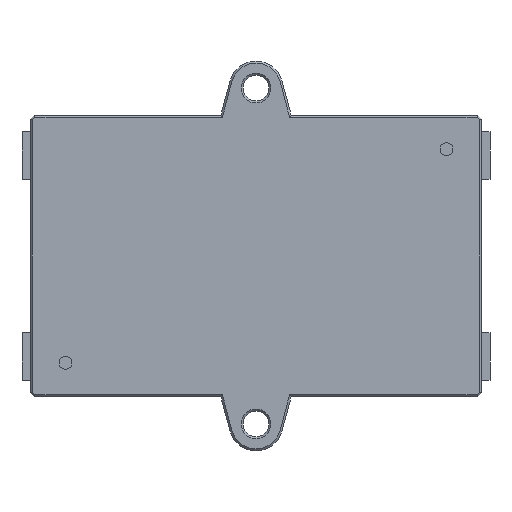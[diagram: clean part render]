
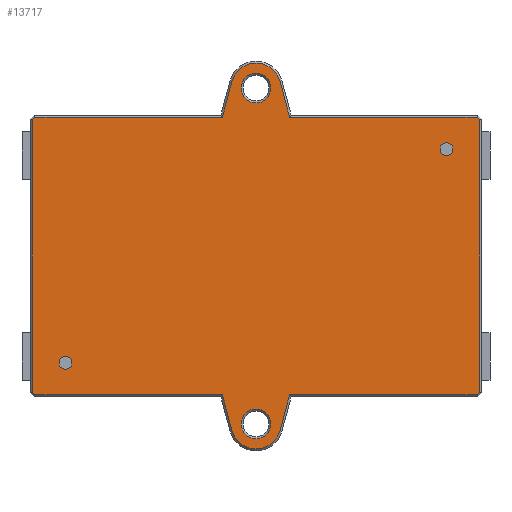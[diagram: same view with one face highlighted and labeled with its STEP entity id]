
A CAD part, front view. The second image highlights one B-rep face of the part: STEP entity #13717.
In plain terms, the highlighted planar face has unit normal (0, -1, 0).
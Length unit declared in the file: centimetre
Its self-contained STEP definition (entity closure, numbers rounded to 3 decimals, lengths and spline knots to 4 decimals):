
#1251=CIRCLE('',#14434,0.095);
#1253=CIRCLE('',#14437,0.095);
#1254=CIRCLE('',#14439,0.37);
#1255=CIRCLE('',#14440,0.37);
#1256=CIRCLE('',#14441,0.22);
#1257=CIRCLE('',#14442,0.22);
#2155=VERTEX_POINT('',#20926);
#2157=VERTEX_POINT('',#20931);
#2158=VERTEX_POINT('',#20934);
#2159=VERTEX_POINT('',#20935);
#2160=VERTEX_POINT('',#20937);
#2161=VERTEX_POINT('',#20939);
#2162=VERTEX_POINT('',#20941);
#2163=VERTEX_POINT('',#20943);
#2164=VERTEX_POINT('',#20945);
#2165=VERTEX_POINT('',#20947);
#2166=VERTEX_POINT('',#20949);
#2167=VERTEX_POINT('',#20951);
#2168=VERTEX_POINT('',#20953);
#2169=VERTEX_POINT('',#20955);
#2170=VERTEX_POINT('',#20957);
#2171=VERTEX_POINT('',#20959);
#2172=VERTEX_POINT('',#20961);
#2173=VERTEX_POINT('',#20963);
#2174=VERTEX_POINT('',#20966);
#2175=VERTEX_POINT('',#20968);
#3390=VECTOR('',#15995,1.);
#3391=VECTOR('',#15996,1.);
#3392=VECTOR('',#15997,1.);
#3393=VECTOR('',#15998,1.);
#3394=VECTOR('',#15999,1.);
#3395=VECTOR('',#16000,1.);
#3396=VECTOR('',#16001,1.);
#3397=VECTOR('',#16004,1.);
#3398=VECTOR('',#16005,1.);
#3399=VECTOR('',#16006,1.);
#3400=VECTOR('',#16007,1.);
#3401=VECTOR('',#16008,1.);
#3402=VECTOR('',#16009,1.);
#3403=VECTOR('',#16010,1.);
#4760=LINE('',#20933,#3390);
#4761=LINE('',#20936,#3391);
#4762=LINE('',#20938,#3392);
#4763=LINE('',#20940,#3393);
#4764=LINE('',#20942,#3394);
#4765=LINE('',#20944,#3395);
#4766=LINE('',#20946,#3396);
#4767=LINE('',#20950,#3397);
#4768=LINE('',#20952,#3398);
#4769=LINE('',#20954,#3399);
#4770=LINE('',#20956,#3400);
#4771=LINE('',#20958,#3401);
#4772=LINE('',#20960,#3402);
#4773=LINE('',#20962,#3403);
#6509=EDGE_CURVE('',#2155,#2155,#1251,.T.);
#6511=EDGE_CURVE('',#2157,#2157,#1253,.T.);
#6512=EDGE_CURVE('',#2158,#2159,#4760,.T.);
#6513=EDGE_CURVE('',#2160,#2158,#4761,.T.);
#6514=EDGE_CURVE('',#2161,#2160,#4762,.T.);
#6515=EDGE_CURVE('',#2162,#2161,#4763,.T.);
#6516=EDGE_CURVE('',#2163,#2162,#4764,.T.);
#6517=EDGE_CURVE('',#2164,#2163,#4765,.T.);
#6518=EDGE_CURVE('',#2165,#2164,#4766,.T.);
#6519=EDGE_CURVE('',#2166,#2165,#1254,.T.);
#6520=EDGE_CURVE('',#2167,#2166,#4767,.T.);
#6521=EDGE_CURVE('',#2168,#2167,#4768,.T.);
#6522=EDGE_CURVE('',#2169,#2168,#4769,.T.);
#6523=EDGE_CURVE('',#2170,#2169,#4770,.T.);
#6524=EDGE_CURVE('',#2171,#2170,#4771,.T.);
#6525=EDGE_CURVE('',#2172,#2171,#4772,.T.);
#6526=EDGE_CURVE('',#2173,#2172,#4773,.T.);
#6527=EDGE_CURVE('',#2159,#2173,#1255,.T.);
#6528=EDGE_CURVE('',#2174,#2174,#1256,.T.);
#6529=EDGE_CURVE('',#2175,#2175,#1257,.T.);
#9466=ORIENTED_EDGE('',*,*,#6512,.F.);
#9467=ORIENTED_EDGE('',*,*,#6513,.F.);
#9468=ORIENTED_EDGE('',*,*,#6514,.F.);
#9469=ORIENTED_EDGE('',*,*,#6515,.F.);
#9470=ORIENTED_EDGE('',*,*,#6516,.F.);
#9471=ORIENTED_EDGE('',*,*,#6517,.F.);
#9472=ORIENTED_EDGE('',*,*,#6518,.F.);
#9473=ORIENTED_EDGE('',*,*,#6519,.F.);
#9474=ORIENTED_EDGE('',*,*,#6520,.F.);
#9475=ORIENTED_EDGE('',*,*,#6521,.F.);
#9476=ORIENTED_EDGE('',*,*,#6522,.F.);
#9477=ORIENTED_EDGE('',*,*,#6523,.F.);
#9478=ORIENTED_EDGE('',*,*,#6524,.F.);
#9479=ORIENTED_EDGE('',*,*,#6525,.F.);
#9480=ORIENTED_EDGE('',*,*,#6526,.F.);
#9481=ORIENTED_EDGE('',*,*,#6527,.F.);
#9482=ORIENTED_EDGE('',*,*,#6528,.F.);
#9483=ORIENTED_EDGE('',*,*,#6529,.F.);
#9484=ORIENTED_EDGE('',*,*,#6511,.T.);
#9485=ORIENTED_EDGE('',*,*,#6509,.T.);
#11902=EDGE_LOOP('',(#9466,#9467,#9468,#9469,#9470,#9471,#9472,#9473,#9474,
#9475,#9476,#9477,#9478,#9479,#9480,#9481));
#11903=EDGE_LOOP('',(#9482));
#11904=EDGE_LOOP('',(#9483));
#11905=EDGE_LOOP('',(#9484));
#11906=EDGE_LOOP('',(#9485));
#12856=FACE_BOUND('',#11902,.T.);
#12857=FACE_BOUND('',#11903,.T.);
#12858=FACE_BOUND('',#11904,.T.);
#12859=FACE_BOUND('',#11905,.T.);
#12860=FACE_BOUND('',#11906,.T.);
#13717=ADVANCED_FACE('',(#12856,#12857,#12858,#12859,#12860),#24314,.F.);
#14434=AXIS2_PLACEMENT_3D('',#20925,#15986,#15987);
#14437=AXIS2_PLACEMENT_3D('',#20930,#15992,#15993);
#14438=AXIS2_PLACEMENT_3D('',#20932,#15994,$);
#14439=AXIS2_PLACEMENT_3D('',#20948,#16002,#16003);
#14440=AXIS2_PLACEMENT_3D('',#20964,#16011,#16012);
#14441=AXIS2_PLACEMENT_3D('',#20965,#16013,#16014);
#14442=AXIS2_PLACEMENT_3D('',#20967,#16015,#16016);
#15986=DIRECTION('',(0.,1.,0.));
#15987=DIRECTION('',(0.095,0.,0.));
#15992=DIRECTION('',(0.,1.,0.));
#15993=DIRECTION('',(0.095,0.,0.));
#15994=DIRECTION('',(0.,1.,0.));
#15995=DIRECTION('',(0.259,0.,0.966));
#15996=DIRECTION('',(1.,0.,0.));
#15997=DIRECTION('',(0.707,0.,0.707));
#15998=DIRECTION('',(0.,0.,1.));
#15999=DIRECTION('',(-0.707,0.,0.707));
#16000=DIRECTION('',(-1.,0.,0.));
#16001=DIRECTION('',(-0.259,0.,0.966));
#16002=DIRECTION('',(0.,1.,0.));
#16003=DIRECTION('',(0.,0.,-0.37));
#16004=DIRECTION('',(-0.259,0.,-0.966));
#16005=DIRECTION('',(-1.,0.,0.));
#16006=DIRECTION('',(-0.707,0.,-0.707));
#16007=DIRECTION('',(0.,0.,-1.));
#16008=DIRECTION('',(0.707,0.,-0.707));
#16009=DIRECTION('',(1.,0.,0.));
#16010=DIRECTION('',(0.259,0.,-0.966));
#16011=DIRECTION('',(0.,1.,0.));
#16012=DIRECTION('',(0.,0.,0.37));
#16013=DIRECTION('',(0.,-1.,0.));
#16014=DIRECTION('',(-0.22,0.,0.));
#16015=DIRECTION('',(0.,-1.,0.));
#16016=DIRECTION('',(-0.22,0.,0.));
#20925=CARTESIAN_POINT('',(2.825,-0.12,-0.305));
#20926=CARTESIAN_POINT('',(2.73,-0.12,-0.305));
#20930=CARTESIAN_POINT('',(-2.825,-0.12,-3.475));
#20931=CARTESIAN_POINT('',(-2.92,-0.12,-3.475));
#20932=CARTESIAN_POINT('',(0.,-0.12,-1.89));
#20933=CARTESIAN_POINT('',(-0.7024,-0.12,-0.5917));
#20934=CARTESIAN_POINT('',(-0.4983,-0.12,0.17));
#20935=CARTESIAN_POINT('',(-0.3574,-0.12,0.6958));
#20936=CARTESIAN_POINT('',(0.,-0.12,0.17));
#20937=CARTESIAN_POINT('',(-3.2776,-0.12,0.17));
#20938=CARTESIAN_POINT('',(-2.9838,-0.12,0.4638));
#20939=CARTESIAN_POINT('',(-3.32,-0.12,0.1276));
#20940=CARTESIAN_POINT('',(-3.32,-0.12,-1.89));
#20941=CARTESIAN_POINT('',(-3.32,-0.12,-3.9076));
#20942=CARTESIAN_POINT('',(-2.9838,-0.12,-4.2438));
#20943=CARTESIAN_POINT('',(-3.2776,-0.12,-3.95));
#20944=CARTESIAN_POINT('',(0.,-0.12,-3.95));
#20945=CARTESIAN_POINT('',(-0.4983,-0.12,-3.95));
#20946=CARTESIAN_POINT('',(-0.7024,-0.12,-3.1883));
#20947=CARTESIAN_POINT('',(-0.3574,-0.12,-4.4758));
#20948=CARTESIAN_POINT('',(0.,-0.12,-4.38));
#20949=CARTESIAN_POINT('',(0.3574,-0.12,-4.4758));
#20950=CARTESIAN_POINT('',(0.7024,-0.12,-3.1883));
#20951=CARTESIAN_POINT('',(0.4983,-0.12,-3.95));
#20952=CARTESIAN_POINT('',(0.,-0.12,-3.95));
#20953=CARTESIAN_POINT('',(3.2776,-0.12,-3.95));
#20954=CARTESIAN_POINT('',(2.9838,-0.12,-4.2438));
#20955=CARTESIAN_POINT('',(3.32,-0.12,-3.9076));
#20956=CARTESIAN_POINT('',(3.32,-0.12,-1.89));
#20957=CARTESIAN_POINT('',(3.32,-0.12,0.1276));
#20958=CARTESIAN_POINT('',(2.9838,-0.12,0.4638));
#20959=CARTESIAN_POINT('',(3.2776,-0.12,0.17));
#20960=CARTESIAN_POINT('',(0.,-0.12,0.17));
#20961=CARTESIAN_POINT('',(0.4983,-0.12,0.17));
#20962=CARTESIAN_POINT('',(0.7024,-0.12,-0.5917));
#20963=CARTESIAN_POINT('',(0.3574,-0.12,0.6958));
#20964=CARTESIAN_POINT('',(0.,-0.12,0.6));
#20965=CARTESIAN_POINT('',(0.,-0.12,-4.38));
#20966=CARTESIAN_POINT('',(0.22,-0.12,-4.38));
#20967=CARTESIAN_POINT('',(0.,-0.12,0.6));
#20968=CARTESIAN_POINT('',(0.22,-0.12,0.6));
#24314=PLANE('',#14438);
